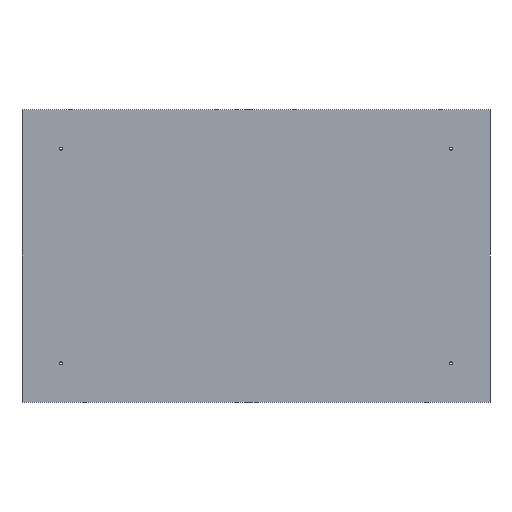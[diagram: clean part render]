
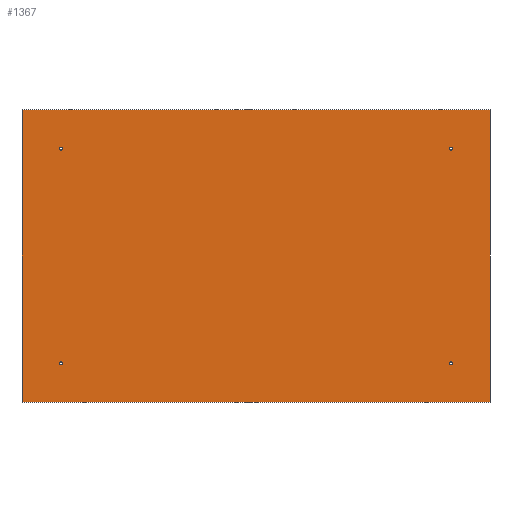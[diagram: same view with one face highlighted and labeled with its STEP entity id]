
A CAD part, front view. The second image highlights one B-rep face of the part: STEP entity #1367.
In plain terms, the highlighted planar face has unit normal (0, -1, 0).
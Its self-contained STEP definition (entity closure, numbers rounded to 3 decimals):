
#3 = DIRECTION ( 'NONE',  ( 0., 1., 0. ) ) ;
#13 = CARTESIAN_POINT ( 'NONE',  ( -200., 0., -110. ) ) ;
#18 = CARTESIAN_POINT ( 'NONE',  ( 200., 0., -110. ) ) ;
#20 = EDGE_LOOP ( 'NONE', ( #198, #1611 ) ) ;
#43 = DIRECTION ( 'NONE',  ( 0., 0., 1. ) ) ;
#51 = ORIENTED_EDGE ( 'NONE', *, *, #1428, .F. ) ;
#53 = CARTESIAN_POINT ( 'NONE',  ( -240., 0., 150. ) ) ;
#64 = DIRECTION ( 'NONE',  ( 1., 0., 0. ) ) ;
#74 = AXIS2_PLACEMENT_3D ( 'NONE', #1368, #605, #43 ) ;
#75 = CARTESIAN_POINT ( 'NONE',  ( 200., 0., -111.5 ) ) ;
#76 = LINE ( 'NONE', #767, #205 ) ;
#79 = CARTESIAN_POINT ( 'NONE',  ( 240., 0., 150. ) ) ;
#98 = VERTEX_POINT ( 'NONE', #101 ) ;
#100 = VERTEX_POINT ( 'NONE', #75 ) ;
#101 = CARTESIAN_POINT ( 'NONE',  ( 240., 0., -150. ) ) ;
#104 = ORIENTED_EDGE ( 'NONE', *, *, #1161, .T. ) ;
#110 = CARTESIAN_POINT ( 'NONE',  ( 200., 0., 111.5 ) ) ;
#112 = EDGE_CURVE ( 'NONE', #1030, #100, #1040, .T. ) ;
#121 = VERTEX_POINT ( 'NONE', #53 ) ;
#137 = DIRECTION ( 'NONE',  ( 0., 0., 1. ) ) ;
#153 = DIRECTION ( 'NONE',  ( 0., 0., 1. ) ) ;
#167 = CARTESIAN_POINT ( 'NONE',  ( -200., 0., -111.5 ) ) ;
#184 = VERTEX_POINT ( 'NONE', #1100 ) ;
#198 = ORIENTED_EDGE ( 'NONE', *, *, #112, .T. ) ;
#201 = DIRECTION ( 'NONE',  ( 0., 1., 0. ) ) ;
#205 = VECTOR ( 'NONE', #1671, 1000. ) ;
#207 = DIRECTION ( 'NONE',  ( 0., 1., 0. ) ) ;
#222 = CIRCLE ( 'NONE', #764, 1.5 ) ;
#229 = CIRCLE ( 'NONE', #925, 1.5 ) ;
#240 = CARTESIAN_POINT ( 'NONE',  ( 0., 0., 0. ) ) ;
#308 = DIRECTION ( 'NONE',  ( 0., 0., 1. ) ) ;
#312 = EDGE_CURVE ( 'NONE', #646, #184, #222, .T. ) ;
#330 = VERTEX_POINT ( 'NONE', #586 ) ;
#357 = AXIS2_PLACEMENT_3D ( 'NONE', #1431, #201, #1314 ) ;
#382 = PLANE ( 'NONE',  #1518 ) ;
#443 = FACE_BOUND ( 'NONE', #645, .T. ) ;
#459 = CARTESIAN_POINT ( 'NONE',  ( -200., 0., 110. ) ) ;
#521 = CIRCLE ( 'NONE', #1656, 1.5 ) ;
#539 = LINE ( 'NONE', #1025, #1158 ) ;
#573 = EDGE_CURVE ( 'NONE', #1263, #121, #923, .T. ) ;
#577 = DIRECTION ( 'NONE',  ( 0., 0., 1. ) ) ;
#586 = CARTESIAN_POINT ( 'NONE',  ( -200., 0., 108.5 ) ) ;
#589 = ORIENTED_EDGE ( 'NONE', *, *, #1669, .F. ) ;
#605 = DIRECTION ( 'NONE',  ( 0., 1., 0. ) ) ;
#627 = DIRECTION ( 'NONE',  ( 0., 1., 0. ) ) ;
#645 = EDGE_LOOP ( 'NONE', ( #104, #1576 ) ) ;
#646 = VERTEX_POINT ( 'NONE', #167 ) ;
#648 = EDGE_CURVE ( 'NONE', #1613, #917, #1336, .T. ) ;
#657 = CIRCLE ( 'NONE', #74, 1.5 ) ;
#697 = AXIS2_PLACEMENT_3D ( 'NONE', #812, #909, #1288 ) ;
#724 = EDGE_CURVE ( 'NONE', #100, #1030, #1516, .T. ) ;
#764 = AXIS2_PLACEMENT_3D ( 'NONE', #13, #1426, #153 ) ;
#767 = CARTESIAN_POINT ( 'NONE',  ( 240., 0., -150. ) ) ;
#787 = CARTESIAN_POINT ( 'NONE',  ( -240., 0., -150. ) ) ;
#799 = AXIS2_PLACEMENT_3D ( 'NONE', #18, #3, #308 ) ;
#804 = DIRECTION ( 'NONE',  ( 0., 0., 1. ) ) ;
#812 = CARTESIAN_POINT ( 'NONE',  ( 200., 0., -110. ) ) ;
#816 = VERTEX_POINT ( 'NONE', #1620 ) ;
#827 = CARTESIAN_POINT ( 'NONE',  ( -200., 0., 111.5 ) ) ;
#830 = FACE_BOUND ( 'NONE', #20, .T. ) ;
#842 = CARTESIAN_POINT ( 'NONE',  ( -200., 0., -110. ) ) ;
#906 = FACE_BOUND ( 'NONE', #1328, .T. ) ;
#909 = DIRECTION ( 'NONE',  ( 0., 1., 0. ) ) ;
#917 = VERTEX_POINT ( 'NONE', #1210 ) ;
#923 = LINE ( 'NONE', #1599, #1603 ) ;
#925 = AXIS2_PLACEMENT_3D ( 'NONE', #842, #1018, #1301 ) ;
#959 = DIRECTION ( 'NONE',  ( 0., 0., 1. ) ) ;
#1018 = DIRECTION ( 'NONE',  ( 0., 1., 0. ) ) ;
#1025 = CARTESIAN_POINT ( 'NONE',  ( 240., 0., 150. ) ) ;
#1030 = VERTEX_POINT ( 'NONE', #1394 ) ;
#1040 = CIRCLE ( 'NONE', #799, 1.5 ) ;
#1044 = EDGE_LOOP ( 'NONE', ( #1111, #1248 ) ) ;
#1079 = DIRECTION ( 'NONE',  ( 0., 1., 0. ) ) ;
#1100 = CARTESIAN_POINT ( 'NONE',  ( -200., 0., -108.5 ) ) ;
#1111 = ORIENTED_EDGE ( 'NONE', *, *, #1273, .T. ) ;
#1141 = DIRECTION ( 'NONE',  ( 0., 0., -1. ) ) ;
#1158 = VECTOR ( 'NONE', #64, 1000. ) ;
#1161 = EDGE_CURVE ( 'NONE', #1628, #330, #521, .T. ) ;
#1169 = AXIS2_PLACEMENT_3D ( 'NONE', #1400, #627, #577 ) ;
#1196 = EDGE_CURVE ( 'NONE', #917, #1613, #657, .T. ) ;
#1200 = FACE_BOUND ( 'NONE', #1044, .T. ) ;
#1210 = CARTESIAN_POINT ( 'NONE',  ( 200., 0., 108.5 ) ) ;
#1222 = VECTOR ( 'NONE', #1141, 1000. ) ;
#1227 = ORIENTED_EDGE ( 'NONE', *, *, #1196, .T. ) ;
#1248 = ORIENTED_EDGE ( 'NONE', *, *, #312, .T. ) ;
#1249 = CIRCLE ( 'NONE', #1169, 1.5 ) ;
#1263 = VERTEX_POINT ( 'NONE', #787 ) ;
#1273 = EDGE_CURVE ( 'NONE', #184, #646, #229, .T. ) ;
#1288 = DIRECTION ( 'NONE',  ( 0., 0., 1. ) ) ;
#1301 = DIRECTION ( 'NONE',  ( 0., 0., 1. ) ) ;
#1314 = DIRECTION ( 'NONE',  ( 0., 0., 1. ) ) ;
#1328 = EDGE_LOOP ( 'NONE', ( #1403, #1227 ) ) ;
#1336 = CIRCLE ( 'NONE', #357, 1.5 ) ;
#1364 = ORIENTED_EDGE ( 'NONE', *, *, #573, .F. ) ;
#1367 = ADVANCED_FACE ( 'NONE', ( #1200, #830, #906, #443, #1463 ), #382, .F. ) ;
#1368 = CARTESIAN_POINT ( 'NONE',  ( 200., 0., 110. ) ) ;
#1394 = CARTESIAN_POINT ( 'NONE',  ( 200., 0., -108.5 ) ) ;
#1400 = CARTESIAN_POINT ( 'NONE',  ( -200., 0., 110. ) ) ;
#1403 = ORIENTED_EDGE ( 'NONE', *, *, #648, .T. ) ;
#1426 = DIRECTION ( 'NONE',  ( 0., 1., 0. ) ) ;
#1428 = EDGE_CURVE ( 'NONE', #98, #1263, #76, .T. ) ;
#1431 = CARTESIAN_POINT ( 'NONE',  ( 200., 0., 110. ) ) ;
#1435 = LINE ( 'NONE', #79, #1222 ) ;
#1456 = EDGE_CURVE ( 'NONE', #121, #816, #539, .T. ) ;
#1463 = FACE_OUTER_BOUND ( 'NONE', #1693, .T. ) ;
#1507 = EDGE_CURVE ( 'NONE', #330, #1628, #1249, .T. ) ;
#1516 = CIRCLE ( 'NONE', #697, 1.5 ) ;
#1518 = AXIS2_PLACEMENT_3D ( 'NONE', #240, #207, #137 ) ;
#1576 = ORIENTED_EDGE ( 'NONE', *, *, #1507, .T. ) ;
#1591 = ORIENTED_EDGE ( 'NONE', *, *, #1456, .F. ) ;
#1599 = CARTESIAN_POINT ( 'NONE',  ( -240., 0., 150. ) ) ;
#1603 = VECTOR ( 'NONE', #804, 1000. ) ;
#1611 = ORIENTED_EDGE ( 'NONE', *, *, #724, .T. ) ;
#1613 = VERTEX_POINT ( 'NONE', #110 ) ;
#1620 = CARTESIAN_POINT ( 'NONE',  ( 240., 0., 150. ) ) ;
#1628 = VERTEX_POINT ( 'NONE', #827 ) ;
#1656 = AXIS2_PLACEMENT_3D ( 'NONE', #459, #1079, #959 ) ;
#1669 = EDGE_CURVE ( 'NONE', #816, #98, #1435, .T. ) ;
#1671 = DIRECTION ( 'NONE',  ( -1., 0., 0. ) ) ;
#1693 = EDGE_LOOP ( 'NONE', ( #1364, #51, #589, #1591 ) ) ;
